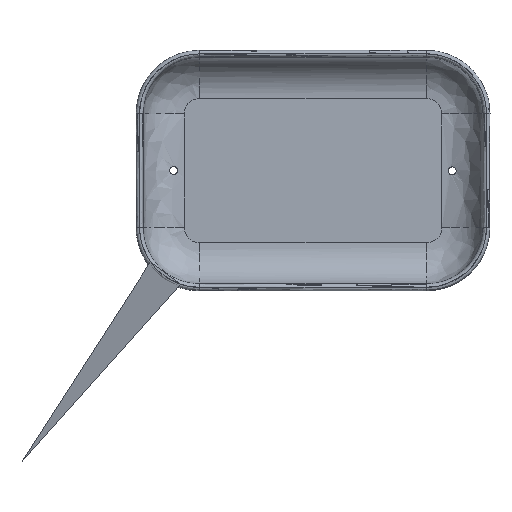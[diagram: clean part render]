
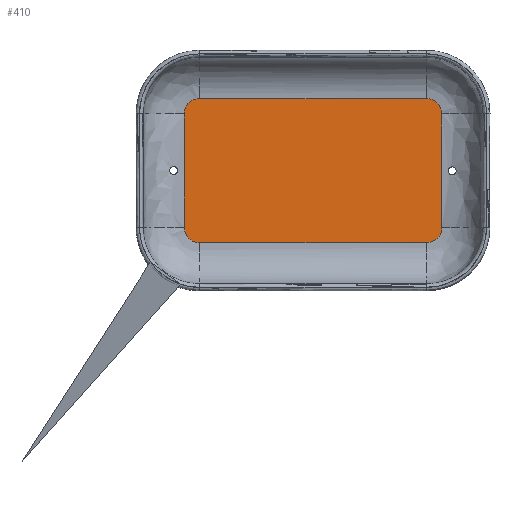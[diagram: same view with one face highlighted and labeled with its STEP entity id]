
A CAD part, top view. The second image highlights one B-rep face of the part: STEP entity #410.
In plain terms, the highlighted free-form (B-spline) face has degree [1, 1] with [2, 2] control points.
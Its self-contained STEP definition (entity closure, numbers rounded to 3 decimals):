
#32 = CARTESIAN_POINT ( 'NONE',  ( -56.8, -25., -8.2 ) ) ;
#82 = CARTESIAN_POINT ( 'NONE',  ( 56.8, 27.817, -8.2 ) ) ;
#141 = B_SPLINE_CURVE_WITH_KNOTS ( 'NONE', 1,
 ( #2493, #3634 ),
 .UNSPECIFIED., .F., .F.,
 ( 2, 2 ),
 ( 0., 1. ),
 .UNSPECIFIED. ) ;
#228 = CARTESIAN_POINT ( 'NONE',  ( -56.804, 27.818, -8.2 ) ) ;
#337 = CARTESIAN_POINT ( 'NONE',  ( -56.8, -25., -8.2 ) ) ;
#342 =( BOUNDED_CURVE ( )  B_SPLINE_CURVE ( 2, ( #2084, #82, #1675, #2403, #2854 ),
 .UNSPECIFIED., .F., .T. ) 
 B_SPLINE_CURVE_WITH_KNOTS ( ( 3, 2, 3 ),
 ( 0., 0.785, 1.571 ),
 .UNSPECIFIED. ) 
 CURVE ( )  GEOMETRIC_REPRESENTATION_ITEM ( )  RATIONAL_B_SPLINE_CURVE ( ( 1., 0.924, 1., 0.924, 1. ) ) 
 REPRESENTATION_ITEM ( '' )  );
#372 = CARTESIAN_POINT ( 'NONE',  ( 56.8, -31.8, -8.2 ) ) ;
#410 = ADVANCED_FACE ( 'NONE', ( #3747 ), #2314, .T. ) ;
#521 = B_SPLINE_CURVE_WITH_KNOTS ( 'NONE', 3,
 ( #1191, #2819, #834, #2395 ),
 .UNSPECIFIED., .F., .F.,
 ( 4, 4 ),
 ( 0., 1. ),
 .UNSPECIFIED. ) ;
#551 =( BOUNDED_CURVE ( )  B_SPLINE_CURVE ( 2, ( #3446, #3048, #5037, #228, #2634 ),
 .UNSPECIFIED., .F., .F. ) 
 B_SPLINE_CURVE_WITH_KNOTS ( ( 3, 2, 3 ),
 ( 1.571, 2.356, 3.142 ),
 .UNSPECIFIED. ) 
 CURVE ( )  GEOMETRIC_REPRESENTATION_ITEM ( )  RATIONAL_B_SPLINE_CURVE ( ( 1., 0.924, 1., 0.924, 1. ) ) 
 REPRESENTATION_ITEM ( '' )  );
#617 = VERTEX_POINT ( 'NONE', #1753 ) ;
#801 = EDGE_CURVE ( 'NONE', #2893, #3179, #3034, .T. ) ;
#821 = EDGE_LOOP ( 'NONE', ( #4342, #2481, #3684, #4661, #2458, #2101, #4832, #2050, #2358 ) ) ;
#834 = CARTESIAN_POINT ( 'NONE',  ( -56.805, 6.25, -8.2 ) ) ;
#1123 = EDGE_CURVE ( 'NONE', #2169, #3586, #1363, .T. ) ;
#1191 = CARTESIAN_POINT ( 'NONE',  ( -56.807, 25., -8.2 ) ) ;
#1236 =( BOUNDED_CURVE ( )  B_SPLINE_CURVE ( 2, ( #32, #2684, #4752 ),
 .UNSPECIFIED., .F., .F. ) 
 B_SPLINE_CURVE_WITH_KNOTS ( ( 3, 3 ),
 ( -3.142, -1.571 ),
 .UNSPECIFIED. ) 
 CURVE ( )  GEOMETRIC_REPRESENTATION_ITEM ( )  RATIONAL_B_SPLINE_CURVE ( ( 1., 0.707, 1. ) ) 
 REPRESENTATION_ITEM ( '' )  );
#1241 = CARTESIAN_POINT ( 'NONE',  ( 49.997, 31.8, -8.2 ) ) ;
#1310 = VERTEX_POINT ( 'NONE', #2964 ) ;
#1363 = B_SPLINE_CURVE_WITH_KNOTS ( 'NONE', 1,
 ( #3777, #3438 ),
 .UNSPECIFIED., .F., .F.,
 ( 2, 2 ),
 ( 0.046, 10.046 ),
 .UNSPECIFIED. ) ;
#1364 = VERTEX_POINT ( 'NONE', #1473 ) ;
#1406 = CARTESIAN_POINT ( 'NONE',  ( 56.81, -31.81, -8.2 ) ) ;
#1473 = CARTESIAN_POINT ( 'NONE',  ( 50., -31.8, -8.2 ) ) ;
#1632 = CARTESIAN_POINT ( 'NONE',  ( 56.8, 25., -8.2 ) ) ;
#1635 = CARTESIAN_POINT ( 'NONE',  ( -56.803, -3.125, -8.2 ) ) ;
#1675 = CARTESIAN_POINT ( 'NONE',  ( 54.808, 29.808, -8.2 ) ) ;
#1753 = CARTESIAN_POINT ( 'NONE',  ( -56.807, 25., -8.2 ) ) ;
#2050 = ORIENTED_EDGE ( 'NONE', *, *, #4502, .T. ) ;
#2084 = CARTESIAN_POINT ( 'NONE',  ( 56.8, 25., -8.2 ) ) ;
#2092 = EDGE_CURVE ( 'NONE', #617, #2893, #521, .T. ) ;
#2101 = ORIENTED_EDGE ( 'NONE', *, *, #4198, .T. ) ;
#2169 = VERTEX_POINT ( 'NONE', #1241 ) ;
#2175 = CARTESIAN_POINT ( 'NONE',  ( -50.004, -31.8, -8.2 ) ) ;
#2314 = B_SPLINE_SURFACE_WITH_KNOTS ( 'NONE', 1, 1, ( 
 ( #4111, #4952 ),
 ( #1406, #2578 ) ),
 .UNSPECIFIED., .F., .F., .F.,
 ( 2, 2 ),
 ( 2, 2 ),
 ( -5.682, 5.681 ),
 ( -3.181, 3.181 ),
 .UNSPECIFIED. ) ;
#2355 = CARTESIAN_POINT ( 'NONE',  ( 50., -31.8, -8.2 ) ) ;
#2358 = ORIENTED_EDGE ( 'NONE', *, *, #2092, .T. ) ;
#2395 = CARTESIAN_POINT ( 'NONE',  ( -56.803, -3.125, -8.2 ) ) ;
#2403 = CARTESIAN_POINT ( 'NONE',  ( 52.817, 31.8, -8.2 ) ) ;
#2458 = ORIENTED_EDGE ( 'NONE', *, *, #3267, .T. ) ;
#2481 = ORIENTED_EDGE ( 'NONE', *, *, #4567, .T. ) ;
#2493 = CARTESIAN_POINT ( 'NONE',  ( 56.8, -25., -8.2 ) ) ;
#2541 = CARTESIAN_POINT ( 'NONE',  ( 50., -31.8, -8.2 ) ) ;
#2578 = CARTESIAN_POINT ( 'NONE',  ( 56.81, 31.814, -8.2 ) ) ;
#2634 = CARTESIAN_POINT ( 'NONE',  ( -56.807, 25., -8.2 ) ) ;
#2645 = VERTEX_POINT ( 'NONE', #4458 ) ;
#2684 = CARTESIAN_POINT ( 'NONE',  ( -56.8, -31.796, -8.2 ) ) ;
#2695 =( BOUNDED_CURVE ( )  B_SPLINE_CURVE ( 2, ( #2355, #372, #3500 ),
 .UNSPECIFIED., .F., .F. ) 
 B_SPLINE_CURVE_WITH_KNOTS ( ( 3, 3 ),
 ( -1.571, 0. ),
 .UNSPECIFIED. ) 
 CURVE ( )  GEOMETRIC_REPRESENTATION_ITEM ( )  RATIONAL_B_SPLINE_CURVE ( ( 1., 0.707, 1. ) ) 
 REPRESENTATION_ITEM ( '' )  );
#2733 = CARTESIAN_POINT ( 'NONE',  ( -56.8, -25., -8.2 ) ) ;
#2802 = CARTESIAN_POINT ( 'NONE',  ( -56.801, -17.708, -8.2 ) ) ;
#2819 = CARTESIAN_POINT ( 'NONE',  ( -56.806, 15.625, -8.2 ) ) ;
#2854 = CARTESIAN_POINT ( 'NONE',  ( 49.997, 31.8, -8.2 ) ) ;
#2893 = VERTEX_POINT ( 'NONE', #1635 ) ;
#2964 = CARTESIAN_POINT ( 'NONE',  ( -50.004, -31.8, -8.2 ) ) ;
#2972 = EDGE_CURVE ( 'NONE', #1310, #1364, #4657, .T. ) ;
#3034 = B_SPLINE_CURVE_WITH_KNOTS ( 'NONE', 3,
 ( #4294, #4771, #2802, #2733 ),
 .UNSPECIFIED., .F., .F.,
 ( 4, 4 ),
 ( 0., 1. ),
 .UNSPECIFIED. ) ;
#3048 = CARTESIAN_POINT ( 'NONE',  ( -52.818, 31.804, -8.2 ) ) ;
#3179 = VERTEX_POINT ( 'NONE', #337 ) ;
#3267 = EDGE_CURVE ( 'NONE', #2645, #3897, #141, .T. ) ;
#3310 = CARTESIAN_POINT ( 'NONE',  ( -50., 31.802, -8.2 ) ) ;
#3438 = CARTESIAN_POINT ( 'NONE',  ( -50., 31.802, -8.2 ) ) ;
#3446 = CARTESIAN_POINT ( 'NONE',  ( -50., 31.802, -8.2 ) ) ;
#3500 = CARTESIAN_POINT ( 'NONE',  ( 56.8, -25., -8.2 ) ) ;
#3586 = VERTEX_POINT ( 'NONE', #3310 ) ;
#3634 = CARTESIAN_POINT ( 'NONE',  ( 56.8, 25., -8.2 ) ) ;
#3684 = ORIENTED_EDGE ( 'NONE', *, *, #2972, .T. ) ;
#3747 = FACE_OUTER_BOUND ( 'NONE', #821, .T. ) ;
#3777 = CARTESIAN_POINT ( 'NONE',  ( 49.997, 31.8, -8.2 ) ) ;
#3897 = VERTEX_POINT ( 'NONE', #1632 ) ;
#4061 = EDGE_CURVE ( 'NONE', #1364, #2645, #2695, .T. ) ;
#4111 = CARTESIAN_POINT ( 'NONE',  ( -56.817, -31.81, -8.2 ) ) ;
#4198 = EDGE_CURVE ( 'NONE', #3897, #2169, #342, .T. ) ;
#4294 = CARTESIAN_POINT ( 'NONE',  ( -56.803, -3.125, -8.2 ) ) ;
#4342 = ORIENTED_EDGE ( 'NONE', *, *, #801, .T. ) ;
#4458 = CARTESIAN_POINT ( 'NONE',  ( 56.8, -25., -8.2 ) ) ;
#4502 = EDGE_CURVE ( 'NONE', #3586, #617, #551, .T. ) ;
#4567 = EDGE_CURVE ( 'NONE', #3179, #1310, #1236, .T. ) ;
#4657 = B_SPLINE_CURVE_WITH_KNOTS ( 'NONE', 1,
 ( #2175, #2541 ),
 .UNSPECIFIED., .F., .F.,
 ( 2, 2 ),
 ( 0.047, 10.048 ),
 .UNSPECIFIED. ) ;
#4661 = ORIENTED_EDGE ( 'NONE', *, *, #4061, .T. ) ;
#4752 = CARTESIAN_POINT ( 'NONE',  ( -50.004, -31.8, -8.2 ) ) ;
#4771 = CARTESIAN_POINT ( 'NONE',  ( -56.802, -10.417, -8.2 ) ) ;
#4832 = ORIENTED_EDGE ( 'NONE', *, *, #1123, .T. ) ;
#4952 = CARTESIAN_POINT ( 'NONE',  ( -56.817, 31.814, -8.2 ) ) ;
#5037 = CARTESIAN_POINT ( 'NONE',  ( -54.811, 29.811, -8.2 ) ) ;
